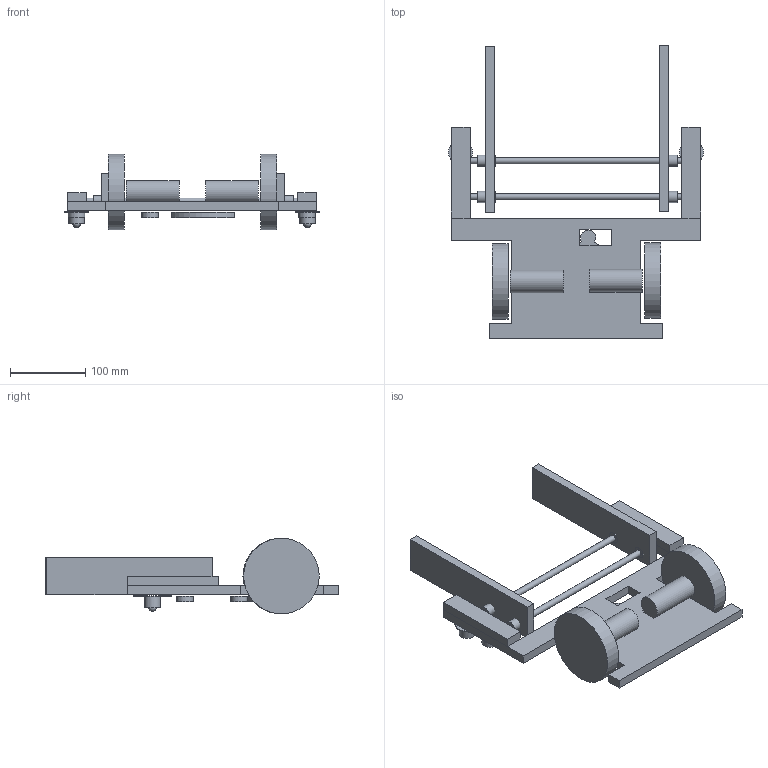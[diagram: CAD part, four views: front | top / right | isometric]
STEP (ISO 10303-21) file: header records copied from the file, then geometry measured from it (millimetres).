
FILE_DESCRIPTION(('FreeCAD Model'),'2;1');
FILE_NAME('CAD.step', '2021-07-21T09:10:10',('Author'),(''), 'Open CASCADE STEP processor 7.3','FreeCAD','Unknown');
FILE_SCHEMA(('AUTOMOTIVE_DESIGN { 1 0 10303 214 1 1 1 1 }'));
Length unit declared in the file: millimetre
Products named in the file (21): forearm2; caster1; LM8UU4; gripper1; 608Skate1; forearm1; wheelB; motorA; Body; 608Skate3; linearRobB; motorB; pulley; wheelA; 608Skate2; caster2; LM8UU2; LM8UU1; gripper2; LM8UU3; linearRodA
Bounding box: 337.9 x 389 x 100 mm (x, y, z)
Volume: 1304899 mm3; surface area: 274282 mm2
Topology: 21 solids, 21 shells, 126 faces, 248 edges, 164 vertices
Faces by surface type: plane 92, cylinder 32, sphere 2
Full cylindrical faces by diameter (mm): 8 x9, 15 x4, 20.527 x2, 22 x3, 30 x2, 100 x2
Entity records: 6873 total; most frequent: CARTESIAN_POINT 1143, DIRECTION 1034, LINE 596, VECTOR 596, ORIENTED_EDGE 488, PCURVE 488, DEFINITIONAL_REPRESENTATION 488, EDGE_CURVE 244
